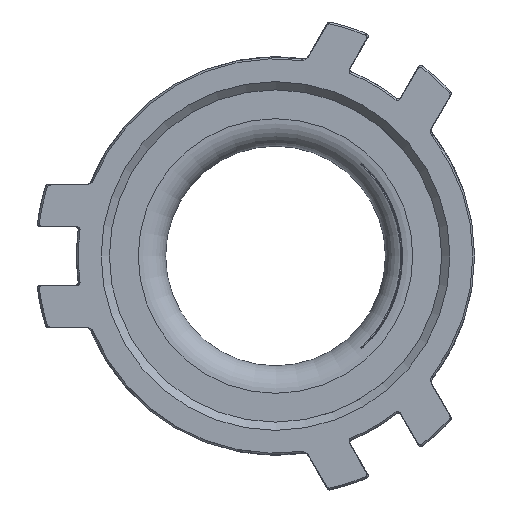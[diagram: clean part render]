
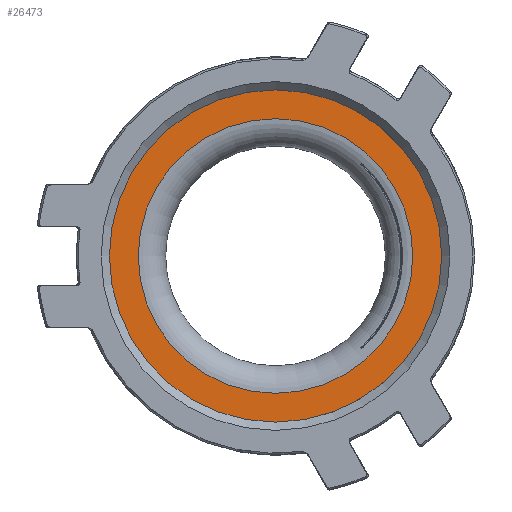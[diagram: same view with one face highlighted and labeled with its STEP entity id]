
A CAD part, left-side view. The second image highlights one B-rep face of the part: STEP entity #26473.
In plain terms, the highlighted planar face has unit normal (-1, 0, 0).
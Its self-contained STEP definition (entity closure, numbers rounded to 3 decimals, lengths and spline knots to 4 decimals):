
#3701=FACE_BOUND('',#6022,.T.);
#3853=PLANE('',#28129);
#4484=FACE_OUTER_BOUND('',#6021,.T.);
#6021=EDGE_LOOP('',(#18218));
#6022=EDGE_LOOP('',(#18219));
#10815=CIRCLE('',#28095,1.84);
#10838=CIRCLE('',#28130,1.5);
#11380=VERTEX_POINT('',#34661);
#11473=VERTEX_POINT('',#35271);
#14049=EDGE_CURVE('',#11380,#11380,#10815,.T.);
#14146=EDGE_CURVE('',#11473,#11473,#10838,.T.);
#18218=ORIENTED_EDGE('',*,*,#14049,.T.);
#18219=ORIENTED_EDGE('',*,*,#14146,.F.);
#26473=ADVANCED_FACE('',(#4484,#3701),#3853,.F.);
#28095=AXIS2_PLACEMENT_3D('',#34662,#29786,#29787);
#28129=AXIS2_PLACEMENT_3D('',#35270,#29874,#29875);
#28130=AXIS2_PLACEMENT_3D('',#35272,#29876,#29877);
#29786=DIRECTION('center_axis',(-1.,0.,0.));
#29787=DIRECTION('ref_axis',(0.,0.,1.));
#29874=DIRECTION('center_axis',(1.,0.,0.));
#29875=DIRECTION('ref_axis',(0.,0.,-1.));
#29876=DIRECTION('center_axis',(-1.,0.,0.));
#29877=DIRECTION('ref_axis',(0.,1.,0.));
#34661=CARTESIAN_POINT('',(2.06,0.,-1.84));
#34662=CARTESIAN_POINT('Origin',(2.06,0.,0.));
#35270=CARTESIAN_POINT('Origin',(2.06,1.84,0.));
#35271=CARTESIAN_POINT('',(2.06,-1.5,0.));
#35272=CARTESIAN_POINT('Origin',(2.06,0.,0.));
